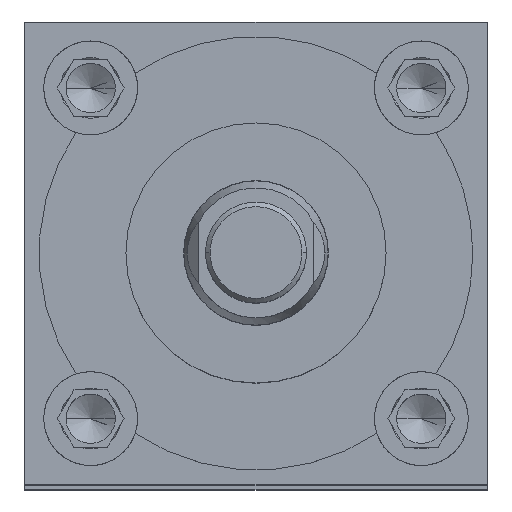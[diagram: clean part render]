
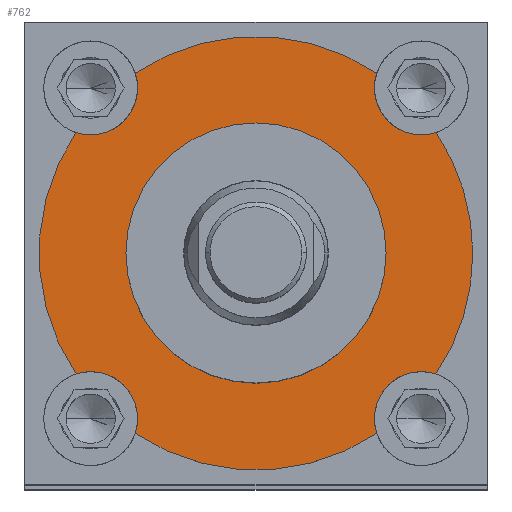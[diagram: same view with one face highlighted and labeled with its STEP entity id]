
A CAD part, top view. The second image highlights one B-rep face of the part: STEP entity #762.
In plain terms, the highlighted planar face has unit normal (0, 0, 1).
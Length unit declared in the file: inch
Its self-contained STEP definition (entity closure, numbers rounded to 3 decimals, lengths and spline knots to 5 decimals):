
#13 = CIRCLE ( 'NONE', #5113, 0.203 ) ;
#143 = VERTEX_POINT ( 'NONE', #1664 ) ;
#176 = CIRCLE ( 'NONE', #2200, 0.5625 ) ;
#177 = AXIS2_PLACEMENT_3D ( 'NONE', #1949, #2611, #5444 ) ;
#321 = CARTESIAN_POINT ( 'NONE',  ( -0.715, 0.715, 13.62 ) ) ;
#336 = CARTESIAN_POINT ( 'NONE',  ( 0.715, 0.715, 13.62 ) ) ;
#409 = ORIENTED_EDGE ( 'NONE', *, *, #2230, .T. ) ;
#624 = VERTEX_POINT ( 'NONE', #2428 ) ;
#651 = DIRECTION ( 'NONE',  ( 1., 0., 0. ) ) ;
#657 = CIRCLE ( 'NONE', #7143, 0.9375 ) ;
#762 = ADVANCED_FACE ( 'NONE', ( #828, #5410 ), #5927, .T. ) ;
#828 = FACE_OUTER_BOUND ( 'NONE', #3008, .T. ) ;
#877 = DIRECTION ( 'NONE',  ( 1., 0., 0. ) ) ;
#883 = VERTEX_POINT ( 'NONE', #1565 ) ;
#950 = DIRECTION ( 'NONE',  ( 0., 0., 1. ) ) ;
#1036 = ORIENTED_EDGE ( 'NONE', *, *, #2396, .F. ) ;
#1048 = DIRECTION ( 'NONE',  ( 0., 0., 1. ) ) ;
#1166 = CARTESIAN_POINT ( 'NONE',  ( 0., 0., 13.62 ) ) ;
#1178 = DIRECTION ( 'NONE',  ( 1., 0., 0. ) ) ;
#1243 = AXIS2_PLACEMENT_3D ( 'NONE', #6161, #3705, #3919 ) ;
#1326 = DIRECTION ( 'NONE',  ( 0., 0., 1. ) ) ;
#1446 = ORIENTED_EDGE ( 'NONE', *, *, #4421, .F. ) ;
#1522 = VERTEX_POINT ( 'NONE', #5192 ) ;
#1565 = CARTESIAN_POINT ( 'NONE',  ( 0.77859, 0.52222, 13.62 ) ) ;
#1589 = EDGE_CURVE ( 'NONE', #1522, #3295, #13, .T. ) ;
#1654 = ORIENTED_EDGE ( 'NONE', *, *, #4287, .T. ) ;
#1664 = CARTESIAN_POINT ( 'NONE',  ( 0.5625, 0., 13.62 ) ) ;
#1690 = AXIS2_PLACEMENT_3D ( 'NONE', #6014, #950, #5459 ) ;
#1743 = VERTEX_POINT ( 'NONE', #4283 ) ;
#1816 = CIRCLE ( 'NONE', #6296, 0.9375 ) ;
#1831 = VERTEX_POINT ( 'NONE', #7196 ) ;
#1870 = VERTEX_POINT ( 'NONE', #6313 ) ;
#1878 = DIRECTION ( 'NONE',  ( 1., 0., 0. ) ) ;
#1890 = VERTEX_POINT ( 'NONE', #3956 ) ;
#1891 = EDGE_CURVE ( 'NONE', #1890, #1522, #2202, .T. ) ;
#1949 = CARTESIAN_POINT ( 'NONE',  ( 0., 0., 13.62 ) ) ;
#1995 = CARTESIAN_POINT ( 'NONE',  ( 0., 0., 13.62 ) ) ;
#2200 = AXIS2_PLACEMENT_3D ( 'NONE', #1995, #1326, #3725 ) ;
#2202 = CIRCLE ( 'NONE', #5962, 0.203 ) ;
#2230 = EDGE_CURVE ( 'NONE', #1890, #3347, #5584, .T. ) ;
#2323 = AXIS2_PLACEMENT_3D ( 'NONE', #1166, #6260, #651 ) ;
#2392 = CARTESIAN_POINT ( 'NONE',  ( 0.9375, 0., 13.62 ) ) ;
#2396 = EDGE_CURVE ( 'NONE', #7279, #143, #6670, .T. ) ;
#2428 = CARTESIAN_POINT ( 'NONE',  ( -0.77859, -0.52222, 13.62 ) ) ;
#2511 = CARTESIAN_POINT ( 'NONE',  ( 0., 0., 13.62 ) ) ;
#2522 = CARTESIAN_POINT ( 'NONE',  ( 0.715, -0.715, 13.62 ) ) ;
#2611 = DIRECTION ( 'NONE',  ( 0., 0., 1. ) ) ;
#2749 = VERTEX_POINT ( 'NONE', #4919 ) ;
#3008 = EDGE_LOOP ( 'NONE', ( #4600, #409, #3642, #7283, #3554, #1654, #1446, #4396, #7171, #5082, #4616, #7244, #7093 ) ) ;
#3016 = EDGE_CURVE ( 'NONE', #2749, #1743, #3944, .T. ) ;
#3024 = DIRECTION ( 'NONE',  ( 0., 0., 1. ) ) ;
#3131 = DIRECTION ( 'NONE',  ( 0., 0., 1. ) ) ;
#3238 = CARTESIAN_POINT ( 'NONE',  ( -0.77859, 0.52222, 13.62 ) ) ;
#3257 = VERTEX_POINT ( 'NONE', #3238 ) ;
#3295 = VERTEX_POINT ( 'NONE', #5052 ) ;
#3347 = VERTEX_POINT ( 'NONE', #2392 ) ;
#3508 = VERTEX_POINT ( 'NONE', #3603 ) ;
#3554 = ORIENTED_EDGE ( 'NONE', *, *, #7042, .F. ) ;
#3603 = CARTESIAN_POINT ( 'NONE',  ( -0.52222, 0.77859, 13.62 ) ) ;
#3642 = ORIENTED_EDGE ( 'NONE', *, *, #7222, .T. ) ;
#3647 = EDGE_CURVE ( 'NONE', #1831, #883, #5271, .T. ) ;
#3705 = DIRECTION ( 'NONE',  ( 0., 0., 1. ) ) ;
#3725 = DIRECTION ( 'NONE',  ( 1., 0., 0. ) ) ;
#3731 = EDGE_CURVE ( 'NONE', #1743, #624, #5239, .T. ) ;
#3752 = DIRECTION ( 'NONE',  ( 0., 0., 1. ) ) ;
#3801 = DIRECTION ( 'NONE',  ( 1., 0., 0. ) ) ;
#3823 = AXIS2_PLACEMENT_3D ( 'NONE', #6558, #6590, #3801 ) ;
#3919 = DIRECTION ( 'NONE',  ( 1., 0., 0. ) ) ;
#3929 = AXIS2_PLACEMENT_3D ( 'NONE', #336, #3752, #4406 ) ;
#3944 = CIRCLE ( 'NONE', #4779, 0.203 ) ;
#3956 = CARTESIAN_POINT ( 'NONE',  ( 0.77859, -0.52222, 13.62 ) ) ;
#3967 = EDGE_CURVE ( 'NONE', #3257, #6130, #6997, .T. ) ;
#3996 = EDGE_CURVE ( 'NONE', #3257, #624, #4887, .T. ) ;
#4173 = CARTESIAN_POINT ( 'NONE',  ( -0.5625, 0., 13.62 ) ) ;
#4209 = CARTESIAN_POINT ( 'NONE',  ( -0.512, 0.715, 13.62 ) ) ;
#4214 = AXIS2_PLACEMENT_3D ( 'NONE', #4265, #3131, #6000 ) ;
#4250 = DIRECTION ( 'NONE',  ( 0., 0., 1. ) ) ;
#4265 = CARTESIAN_POINT ( 'NONE',  ( 0., 0., 13.62 ) ) ;
#4283 = CARTESIAN_POINT ( 'NONE',  ( -0.512, -0.715, 13.62 ) ) ;
#4287 = EDGE_CURVE ( 'NONE', #1870, #3508, #1816, .T. ) ;
#4390 = DIRECTION ( 'NONE',  ( 1., 0., 0. ) ) ;
#4396 = ORIENTED_EDGE ( 'NONE', *, *, #3967, .F. ) ;
#4406 = DIRECTION ( 'NONE',  ( 1., 0., 0. ) ) ;
#4421 = EDGE_CURVE ( 'NONE', #6130, #3508, #7110, .T. ) ;
#4600 = ORIENTED_EDGE ( 'NONE', *, *, #1891, .F. ) ;
#4616 = ORIENTED_EDGE ( 'NONE', *, *, #3016, .F. ) ;
#4779 = AXIS2_PLACEMENT_3D ( 'NONE', #5381, #3024, #1878 ) ;
#4846 = DIRECTION ( 'NONE',  ( 1., 0., 0. ) ) ;
#4887 = CIRCLE ( 'NONE', #1690, 0.9375 ) ;
#4908 = DIRECTION ( 'NONE',  ( 0., 0., 1. ) ) ;
#4919 = CARTESIAN_POINT ( 'NONE',  ( -0.52222, -0.77859, 13.62 ) ) ;
#5001 = AXIS2_PLACEMENT_3D ( 'NONE', #6107, #1048, #5549 ) ;
#5052 = CARTESIAN_POINT ( 'NONE',  ( 0.52222, -0.77859, 13.62 ) ) ;
#5072 = DIRECTION ( 'NONE',  ( 1., 0., 0. ) ) ;
#5082 = ORIENTED_EDGE ( 'NONE', *, *, #3731, .F. ) ;
#5113 = AXIS2_PLACEMENT_3D ( 'NONE', #2522, #4250, #4846 ) ;
#5192 = CARTESIAN_POINT ( 'NONE',  ( 0.512, -0.715, 13.62 ) ) ;
#5239 = CIRCLE ( 'NONE', #5001, 0.203 ) ;
#5271 = CIRCLE ( 'NONE', #3929, 0.203 ) ;
#5381 = CARTESIAN_POINT ( 'NONE',  ( -0.715, -0.715, 13.62 ) ) ;
#5382 = DIRECTION ( 'NONE',  ( 1., 0., 0. ) ) ;
#5410 = FACE_BOUND ( 'NONE', #6473, .T. ) ;
#5444 = DIRECTION ( 'NONE',  ( 1., 0., 0. ) ) ;
#5448 = CARTESIAN_POINT ( 'NONE',  ( -0.715, 0.715, 13.62 ) ) ;
#5459 = DIRECTION ( 'NONE',  ( 1., 0., 0. ) ) ;
#5549 = DIRECTION ( 'NONE',  ( 1., 0., 0. ) ) ;
#5584 = CIRCLE ( 'NONE', #3823, 0.9375 ) ;
#5624 = CIRCLE ( 'NONE', #4214, 0.9375 ) ;
#5738 = CIRCLE ( 'NONE', #1243, 0.203 ) ;
#5927 = PLANE ( 'NONE',  #177 ) ;
#5962 = AXIS2_PLACEMENT_3D ( 'NONE', #6743, #7309, #5072 ) ;
#6000 = DIRECTION ( 'NONE',  ( 1., 0., 0. ) ) ;
#6014 = CARTESIAN_POINT ( 'NONE',  ( 0., 0., 13.62 ) ) ;
#6107 = CARTESIAN_POINT ( 'NONE',  ( -0.715, -0.715, 13.62 ) ) ;
#6130 = VERTEX_POINT ( 'NONE', #4209 ) ;
#6161 = CARTESIAN_POINT ( 'NONE',  ( 0.715, 0.715, 13.62 ) ) ;
#6260 = DIRECTION ( 'NONE',  ( 0., 0., 1. ) ) ;
#6296 = AXIS2_PLACEMENT_3D ( 'NONE', #2511, #6970, #5382 ) ;
#6299 = AXIS2_PLACEMENT_3D ( 'NONE', #5448, #4908, #4390 ) ;
#6313 = CARTESIAN_POINT ( 'NONE',  ( 0.52222, 0.77859, 13.62 ) ) ;
#6473 = EDGE_LOOP ( 'NONE', ( #1036, #6877 ) ) ;
#6495 = DIRECTION ( 'NONE',  ( 0., 0., 1. ) ) ;
#6519 = AXIS2_PLACEMENT_3D ( 'NONE', #321, #6495, #877 ) ;
#6558 = CARTESIAN_POINT ( 'NONE',  ( 0., 0., 13.62 ) ) ;
#6590 = DIRECTION ( 'NONE',  ( 0., 0., 1. ) ) ;
#6670 = CIRCLE ( 'NONE', #2323, 0.5625 ) ;
#6708 = EDGE_CURVE ( 'NONE', #2749, #3295, #5624, .T. ) ;
#6743 = CARTESIAN_POINT ( 'NONE',  ( 0.715, -0.715, 13.62 ) ) ;
#6877 = ORIENTED_EDGE ( 'NONE', *, *, #7274, .F. ) ;
#6899 = CARTESIAN_POINT ( 'NONE',  ( 0., 0., 13.62 ) ) ;
#6970 = DIRECTION ( 'NONE',  ( 0., 0., 1. ) ) ;
#6997 = CIRCLE ( 'NONE', #6519, 0.203 ) ;
#7042 = EDGE_CURVE ( 'NONE', #1870, #1831, #5738, .T. ) ;
#7093 = ORIENTED_EDGE ( 'NONE', *, *, #1589, .F. ) ;
#7110 = CIRCLE ( 'NONE', #6299, 0.203 ) ;
#7143 = AXIS2_PLACEMENT_3D ( 'NONE', #6899, #7310, #1178 ) ;
#7171 = ORIENTED_EDGE ( 'NONE', *, *, #3996, .T. ) ;
#7196 = CARTESIAN_POINT ( 'NONE',  ( 0.512, 0.715, 13.62 ) ) ;
#7222 = EDGE_CURVE ( 'NONE', #3347, #883, #657, .T. ) ;
#7244 = ORIENTED_EDGE ( 'NONE', *, *, #6708, .T. ) ;
#7274 = EDGE_CURVE ( 'NONE', #143, #7279, #176, .T. ) ;
#7279 = VERTEX_POINT ( 'NONE', #4173 ) ;
#7283 = ORIENTED_EDGE ( 'NONE', *, *, #3647, .F. ) ;
#7309 = DIRECTION ( 'NONE',  ( 0., 0., 1. ) ) ;
#7310 = DIRECTION ( 'NONE',  ( 0., 0., 1. ) ) ;
